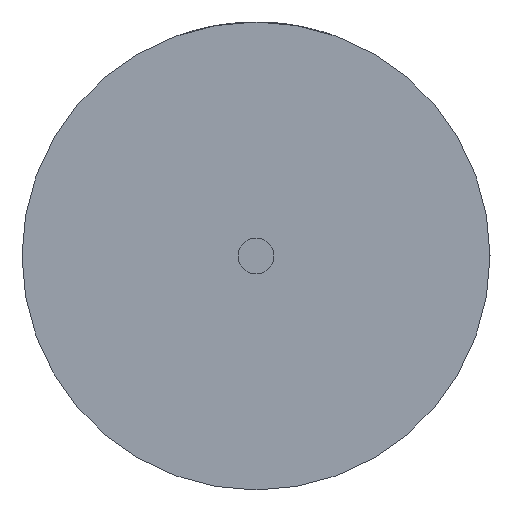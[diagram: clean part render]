
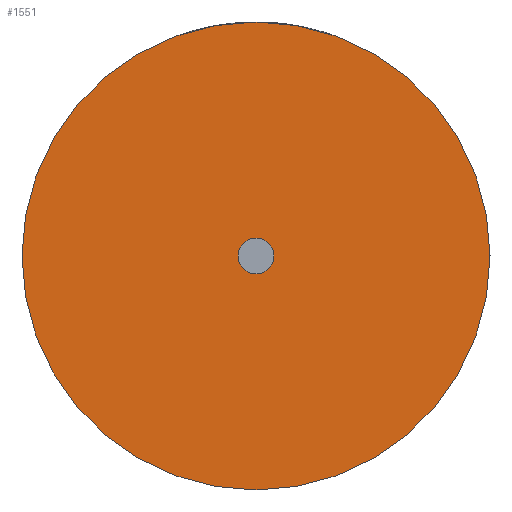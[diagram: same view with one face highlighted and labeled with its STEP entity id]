
A CAD part, left-side view. The second image highlights one B-rep face of the part: STEP entity #1551.
In plain terms, the highlighted planar face has unit normal (-1, 0, 0).
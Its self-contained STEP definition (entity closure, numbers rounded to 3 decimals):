
#185 = DIRECTION ( 'NONE',  ( -1., 0., 0. ) ) ;
#329 = AXIS2_PLACEMENT_3D ( 'NONE', #2427, #2929, #2417 ) ;
#330 = EDGE_CURVE ( 'NONE', #347, #2085, #2850, .T. ) ;
#347 = VERTEX_POINT ( 'NONE', #1238 ) ;
#403 = FACE_OUTER_BOUND ( 'NONE', #1270, .T. ) ;
#409 = CARTESIAN_POINT ( 'NONE',  ( -0.005, 0., -5.25 ) ) ;
#499 = VERTEX_POINT ( 'NONE', #2767 ) ;
#528 = AXIS2_PLACEMENT_3D ( 'NONE', #2964, #2414, #1145 ) ;
#681 = CIRCLE ( 'NONE', #736, 0.4 ) ;
#685 = CIRCLE ( 'NONE', #329, 5.25 ) ;
#731 = ORIENTED_EDGE ( 'NONE', *, *, #1389, .T. ) ;
#736 = AXIS2_PLACEMENT_3D ( 'NONE', #1132, #1650, #1088 ) ;
#949 = CARTESIAN_POINT ( 'NONE',  ( -0.005, 0., -0.4 ) ) ;
#956 = FACE_BOUND ( 'NONE', #3005, .T. ) ;
#995 = DIRECTION ( 'NONE',  ( -1., 0., 0. ) ) ;
#1088 = DIRECTION ( 'NONE',  ( 0., 0., 1. ) ) ;
#1132 = CARTESIAN_POINT ( 'NONE',  ( -0.005, 0., 0. ) ) ;
#1145 = DIRECTION ( 'NONE',  ( 0., 0., 1. ) ) ;
#1203 = ORIENTED_EDGE ( 'NONE', *, *, #330, .T. ) ;
#1238 = CARTESIAN_POINT ( 'NONE',  ( -0.005, 0., 5.25 ) ) ;
#1270 = EDGE_LOOP ( 'NONE', ( #731, #1203 ) ) ;
#1389 = EDGE_CURVE ( 'NONE', #2085, #347, #685, .T. ) ;
#1456 = ORIENTED_EDGE ( 'NONE', *, *, #1926, .F. ) ;
#1458 = PLANE ( 'NONE',  #2012 ) ;
#1551 = ADVANCED_FACE ( 'NONE', ( #403, #956 ), #1458, .T. ) ;
#1650 = DIRECTION ( 'NONE',  ( -1., 0., 0. ) ) ;
#1749 = CARTESIAN_POINT ( 'NONE',  ( -0.005, 0., 0. ) ) ;
#1779 = DIRECTION ( 'NONE',  ( 0., 0., 1. ) ) ;
#1926 = EDGE_CURVE ( 'NONE', #2733, #499, #681, .T. ) ;
#2012 = AXIS2_PLACEMENT_3D ( 'NONE', #1749, #185, #2231 ) ;
#2085 = VERTEX_POINT ( 'NONE', #409 ) ;
#2231 = DIRECTION ( 'NONE',  ( 0., 0., 1. ) ) ;
#2313 = EDGE_CURVE ( 'NONE', #499, #2733, #2672, .T. ) ;
#2361 = AXIS2_PLACEMENT_3D ( 'NONE', #2516, #995, #1779 ) ;
#2414 = DIRECTION ( 'NONE',  ( -1., 0., 0. ) ) ;
#2417 = DIRECTION ( 'NONE',  ( 0., 0., 1. ) ) ;
#2427 = CARTESIAN_POINT ( 'NONE',  ( -0.005, 0., 0. ) ) ;
#2516 = CARTESIAN_POINT ( 'NONE',  ( -0.005, 0., 0. ) ) ;
#2672 = CIRCLE ( 'NONE', #528, 0.4 ) ;
#2733 = VERTEX_POINT ( 'NONE', #949 ) ;
#2767 = CARTESIAN_POINT ( 'NONE',  ( -0.005, 0., 0.4 ) ) ;
#2850 = CIRCLE ( 'NONE', #2361, 5.25 ) ;
#2856 = ORIENTED_EDGE ( 'NONE', *, *, #2313, .F. ) ;
#2929 = DIRECTION ( 'NONE',  ( -1., 0., 0. ) ) ;
#2964 = CARTESIAN_POINT ( 'NONE',  ( -0.005, 0., 0. ) ) ;
#3005 = EDGE_LOOP ( 'NONE', ( #1456, #2856 ) ) ;
